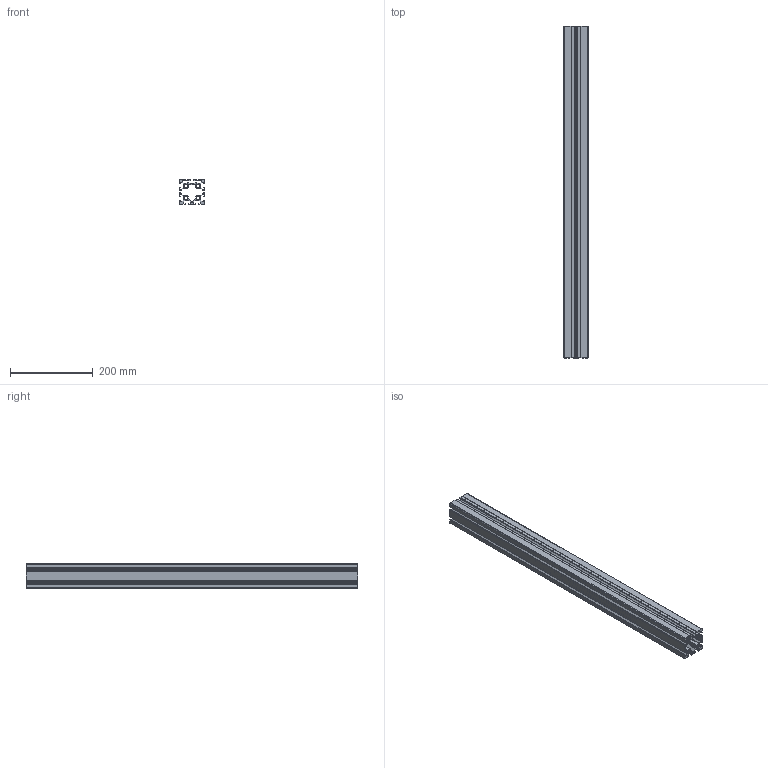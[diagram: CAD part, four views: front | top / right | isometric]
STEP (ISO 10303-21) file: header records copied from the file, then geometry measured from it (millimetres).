
FILE_DESCRIPTION(('CATIA V5 STEP Exchange'),'2;1');
FILE_NAME('OBC-6060 H.stp','2021-09-14T07:32:30+00:00',('none'),('none'),'CATIA Version 5 Release 21 GA (IN-10)','CATIA V5 STEP AP203','none');
FILE_SCHEMA(('CONFIG_CONTROL_DESIGN'));
Length unit declared in the file: millimetre
Products named in the file (1): OBC-6060 7
Bounding box: 60 x 800 x 60 mm (x, y, z)
Volume: 856832.5 mm3; surface area: 650091.9 mm2
Topology: 1 solids, 1 shells, 312 faces, 930 edges, 620 vertices
Faces by surface type: plane 178, cylinder 134
Entity records: 11134 total; most frequent: CARTESIAN_POINT 3193, ORIENTED_EDGE 1860, DIRECTION 1294, EDGE_CURVE 930, VERTEX_POINT 620, VECTOR 594, LINE 594, AXIS2_PLACEMENT_3D 389
